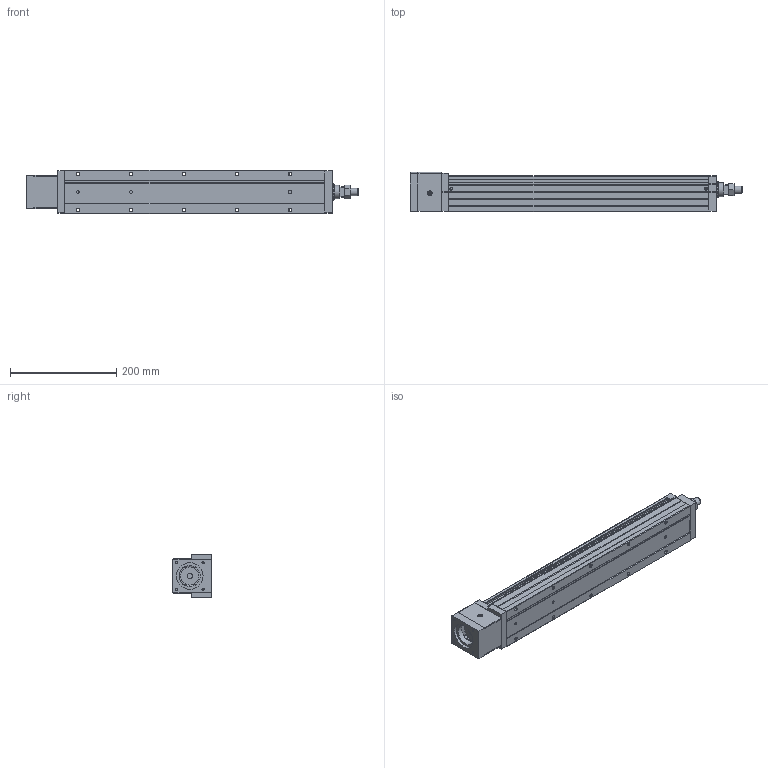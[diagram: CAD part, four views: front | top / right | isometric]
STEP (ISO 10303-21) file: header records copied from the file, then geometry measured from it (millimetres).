
FILE_DESCRIPTION(/* description */ ('STEP AP214'),/* implementation_level */ '2;1');
FILE_NAME(/* name */ 'EBR-08LE-00-100300NNN-ACNN-FP1(0)',/* time_stamp */ '2025-06-06T04:07:07+02:00',/* author */ ('License CC BY-ND 4.0'),/* organization */ ('CADENAS'),/* preprocessor_version */ 'ST-DEVELOPER v19.3',/* originating_system */ 'PARTsolutions',/* authorisation */ ' ');
FILE_SCHEMA (('AUTOMOTIVE_DESIGN {1 0 10303 214 3 1 1}'));
Length unit declared in the file: millimetre
Products named in the file (8): EBR-08LE-00-100300NNN-ACNN-FP1(0); EBR_body300 BC; EBR_50 BC1-1; EBR_300 BC_4; EBS-08-BCA20_body_6; EBS-08-BCA20_body_5; EBR-08-05-300-BC-0001_rod; EBR-08-05-300-BC-0001_rod5
Assembly tree (7 placements, depth 2):
  EBR-08LE-00-100300NNN-ACNN-FP1(0)
    EBR_body300 BC
    EBR_50 BC1-1
    EBR_300 BC_4
    EBS-08-BCA20_body_6
    EBS-08-BCA20_body_5
    EBR-08-05-300-BC-0001_rod
    EBR-08-05-300-BC-0001_rod5
Bounding box: 626 x 74.5 x 82 mm (x, y, z)
Volume: 2555878.8 mm3; surface area: 326493.3 mm2
Topology: 7 solids, 7 shells, 403 faces, 963 edges, 620 vertices
Faces by surface type: plane 245, cylinder 111, cone 43, torus 4
Full cylindrical faces by diameter (mm): 3.242 x4, 3.6 x6, 4.134 x4, 5 x2, 5.4 x10, 5.5 x4, 5.7 x4, 6 x4, 8 x2, 9 x2, 10 x2, 11.835 x1, 14 x1, 26 x2, 30 x2, 31 x1, 34 x1, 40 x1, 50 x1
Entity records: 11383 total; most frequent: CARTESIAN_POINT 1975, DIRECTION 1950, ORIENTED_EDGE 1726, EDGE_CURVE 863, AXIS2_PLACEMENT_3D 704, VERTEX_POINT 613, FACE_BOUND 568, EDGE_LOOP 564
